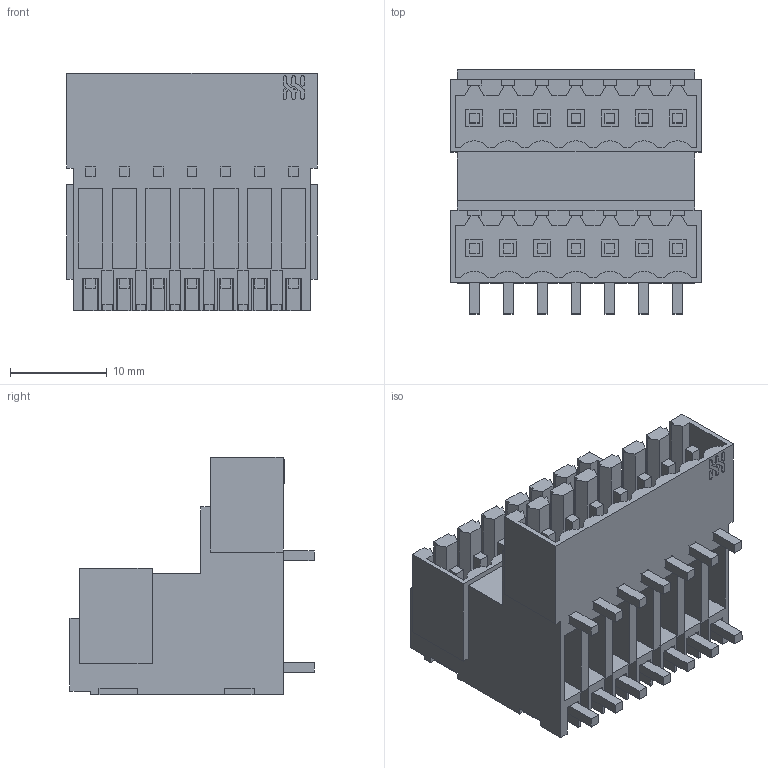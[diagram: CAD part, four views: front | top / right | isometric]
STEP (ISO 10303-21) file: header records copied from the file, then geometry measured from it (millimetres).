
FILE_DESCRIPTION(('CATIA V5 STEP Exchange','CAx-IF Rec.Pracs.--- Model Styling and Organization---1.2---2011-12-15'),'2;1');
FILE_NAME ('D1458720_0_1890610000_1890610000.stp','2016-09-26T13:07:51+00:00',('none'),('Weidmueller'),'CATIA Version 5-6 Release 2014','CATIA V5 STEP AP214','none');
FILE_SCHEMA(('AUTOMOTIVE_DESIGN { 1 0 10303 214 1 1 1 1 }'));
Length unit declared in the file: millimetre
Products named in the file (1): 1890610000_S
Bounding box: 25.9 x 25.2 x 24.55 mm (x, y, z)
Volume: 5805.4 mm3; surface area: 7757.1 mm2
Topology: 15 solids, 15 shells, 831 faces, 2396 edges, 1626 vertices
Faces by surface type: plane 741, cylinder 70, extrusion 20
Entity records: 25173 total; most frequent: CARTESIAN_POINT 4894, ORIENTED_EDGE 4792, DIRECTION 3170, EDGE_CURVE 2396, VECTOR 2208, LINE 2188, VERTEX_POINT 1626, EDGE_LOOP 890
